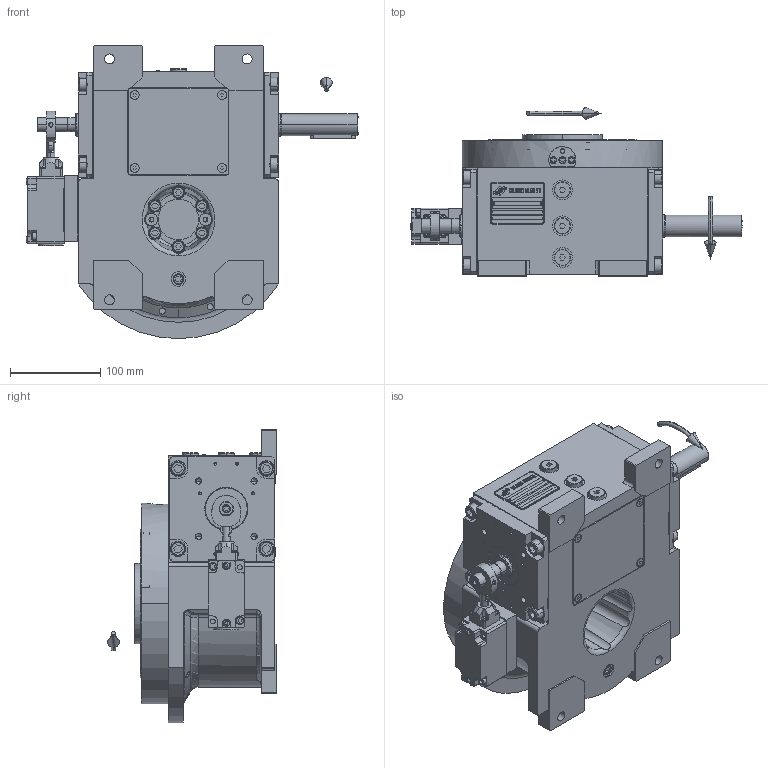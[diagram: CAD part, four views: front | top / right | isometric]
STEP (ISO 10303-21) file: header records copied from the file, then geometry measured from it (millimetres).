
FILE_DESCRIPTION (( 'STEP AP214' ), '1' );
FILE_NAME ('PC5001063.step', '2024-06-26T12:59:44', ( '' ), ( '' ), 'SwSTEP 2.0', 'SolidWorks 2020', '' );
FILE_SCHEMA (( 'AUTOMOTIVE_DESIGN' ));
Length unit declared in the file: millimetre
Products named in the file (88): freccia_angolare; AS_rig06_004; AS_rig06_016; 900_38_11_020; cfn2000_01_103; cfn2000_01_126; CFN2010_01_012.stp; PC5001063; AS_rig06_015; CFN2223_01-570X6-B.stp; 9004_1704; cfn2151_01_109; AS_cfn2400_01_001; cfn2276_01_074; cfn2151_01_290; RIG06_005_ASM.stp; cfn2077_01_018; CFN2000_01_185.stp; cfn2476_01_002_60x46; AS_rig06_071_8_m; rig06_007_master; CFN2010_02_002.stp; rig06_004; CFN2104_02_017.stp; cfn2070_05_005; rig06_071_08_m_asm.stp; cfn2000_01_168; cfn2115_02_165; freccia_angolare_albero; cfn2151_01_090; cfn2128_04_004; 900_38_30_003; cfn2104_01_016; cfn2003_01_054; cfn2000_01_161; cfn2205_01_013; AS_cfn2000_01_168; olio_agip_blasia_150; rig06_005_n_01; rig06_001_a ...
Assembly tree (85 placements, depth 5):
  CFN2010_01_012.stp
  PC5001063
    rig06_001_a
    AS_cfn2476_01_002_60x46
      cfn2476_01_002_60x46
      cfn2107_01_001
      cfn2107_01_001
    AS_rig06_071_8_m
      rig06_071_08_m_asm.stp
        RIG06_005_ASM.stp
          RIG06_021_AF0.stp
          CFN2000_01_185.stp
          CFN2000_01_185.stp
          CFN2104_02_017.stp
        CFN2010_02_002.stp
      rig06_005_n_01
      rig06_003_8
      cfn2104_01_016  x2
      cfn2000_01_124
      cfn2000_01_124  x6
      cfn2000_01_124
      cfn2000_01_124
      cfn2000_01_124
      cfn2155_01_303
    AS_rig06_015
      rig06_015
      cfn2073_01_012
      cfn2000_01_126
      cfn2000_01_126
      cfn2000_01_126
      cfn2000_01_126
      cfn2000_01_126
      cfn2000_01_126
    AS_rig06_004_s_001
      rig06_004_s_001
      cfn2070_05_005
      cfn2000_01_103
      cfn2000_01_103
      cfn2000_01_103
      cfn2000_01_103
      cfn2155_01_056
    AS_rig06_004
      rig06_004
      cfn2070_05_005
      cfn2000_01_103
      cfn2000_01_103
      cfn2000_01_103
      cfn2000_01_103
      cfn2155_01_056
    AS_rig06_002_bl_001
      rig06_002_bl_001
      cfn2115_01_005
    cfn2128_04_004
    cfn2128_04_004
    cfn2128_04_004
    cfn2128_19_002
    AS_rig06_016
      rig06_016
      cfn2003_01_054
      cfn2003_01_054
Bounding box: 367.9 x 187 x 325 mm (x, y, z)
Volume: 2506652.1 mm3; surface area: 794131.3 mm2
Topology: 72 solids, 72 shells, 2296 faces, 5716 edges, 3676 vertices
Faces by surface type: plane 1172, cylinder 732, cone 338, torus 42, bspline 6, sphere 6
Entity records: 74895 total; most frequent: CARTESIAN_POINT 16718, DIRECTION 10747, ORIENTED_EDGE 10372, EDGE_CURVE 5186, AXIS2_PLACEMENT_3D 3721, VERTEX_POINT 3387, VECTOR 3305, LINE 3305
